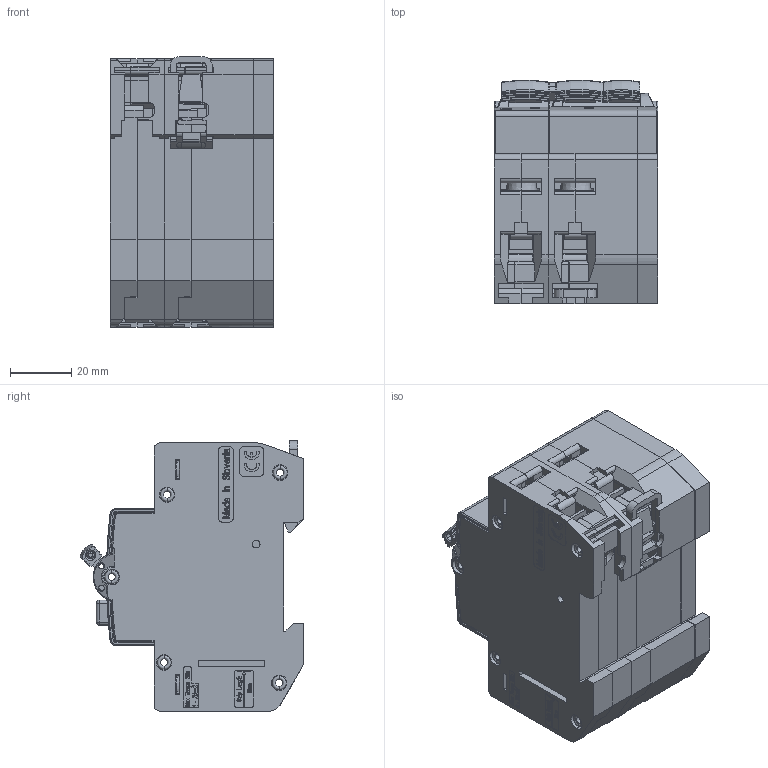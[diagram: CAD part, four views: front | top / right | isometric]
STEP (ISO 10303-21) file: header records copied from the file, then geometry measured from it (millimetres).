
FILE_DESCRIPTION((''),'2;1');
FILE_NAME('002173811_KZS_ADFF_3M2P_A_ASM','2022-11-23T14:20:27',('klemen.sitar'),('Audax d.o.o.'),'CREO PARAMETRIC BY PTC INC, 2021304','CREO PARAMETRIC BY PTC INC, 2021304','');
FILE_SCHEMA(('AP242_MANAGED_MODEL_BASED_3D_ENGINEERING_MIM_LF { 1 0 10303 442 1 1 4 }'));
Products named in the file (18): 0000000346_1_1_1_1; 0000050517_1_1_1_1; 0000000348_1_1_1_1; 0000060889_1_1_1_1; 0000061023_1_1_1_1; 0000009819_1_1_1_1; 0000008164_1_1_1_1; 0000008154_1_1_1_1; 0000060820_1_1_1_1; 0000000069_1_1_1_1; 0000000248_1_1_1_1; 0000000470_1_1_1_1; 0000000533_1_1_1_1; 0000001272_1_1_1_1; 0000019641_1_1_1_1; 0000002212_1_1_1_1; PRT0001_1_1_1_1; 002173811_KZS_ADFF_3M2P_A_ASM
Assembly tree (32 placements, depth 2):
  002173811_KZS_ADFF_3M2P_A_ASM
    0000000346_1_1_1_1
    0000050517_1_1_1_1
    0000000348_1_1_1_1
    0000060889_1_1_1_1
    0000061023_1_1_1_1
    0000009819_1_1_1_1
    0000008164_1_1_1_1
    0000008154_1_1_1_1
    0000060820_1_1_1_1
    0000000069_1_1_1_1
    0000000248_1_1_1_1  x4
    0000000470_1_1_1_1  x5
    0000000533_1_1_1_1  x4
    0000001272_1_1_1_1
    0000019641_1_1_1_1
    0000002212_1_1_1_1  x5
    PRT0001_1_1_1_1  x2
Bounding box: 53.65 x 73.31 x 88.7 mm (x, y, z)
Volume: 0.6 mm3; surface area: 114226.7 mm2
Topology: 1 solids, 43 shells, 6801 faces, 19500 edges, 12990 vertices
Faces by surface type: plane 5506, cylinder 887, cone 195, torus 171, extrusion 22, sphere 16, bspline 4
Entity records: 305927 total; most frequent: CARTESIAN_POINT 40773, ORIENTED_EDGE 35798, DIRECTION 31688, PRESENTATION_STYLE_ASSIGNMENT 24198, STYLED_ITEM 24198, CURVE_STYLE 17943, EDGE_CURVE 17903, VECTOR 14278
